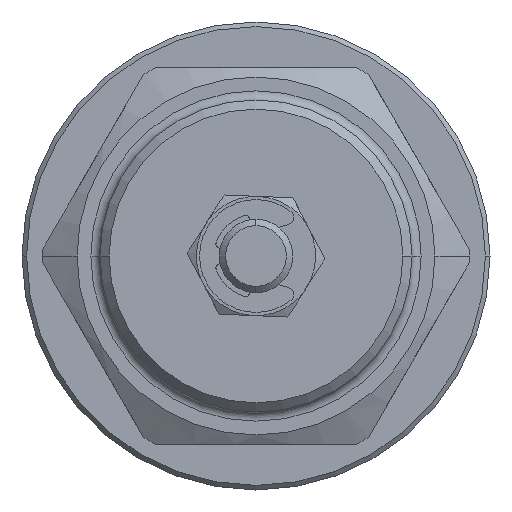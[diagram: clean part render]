
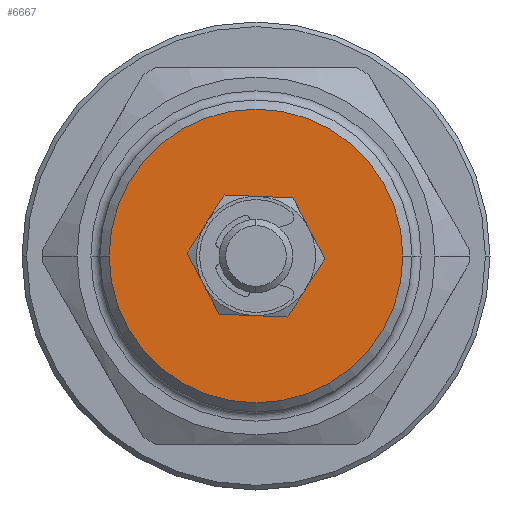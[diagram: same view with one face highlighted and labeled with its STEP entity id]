
A CAD part, left-side view. The second image highlights one B-rep face of the part: STEP entity #6667.
In plain terms, the highlighted planar face has unit normal (-1, 0, 0).
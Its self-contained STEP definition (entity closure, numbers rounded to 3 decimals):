
#70 = VERTEX_POINT ( 'NONE', #5303 ) ;
#106 = DIRECTION ( 'NONE',  ( -1., 0., 0. ) ) ;
#169 = CIRCLE ( 'NONE', #1066, 6.5 ) ;
#281 = FACE_BOUND ( 'NONE', #4182, .T. ) ;
#291 = CARTESIAN_POINT ( 'NONE',  ( -14., 16., 0. ) ) ;
#531 = EDGE_CURVE ( 'NONE', #2178, #2129, #4487, .T. ) ;
#571 = AXIS2_PLACEMENT_3D ( 'NONE', #4233, #1634, #5274 ) ;
#902 = DIRECTION ( 'NONE',  ( 0., 0., -1. ) ) ;
#1052 = DIRECTION ( 'NONE',  ( 1., 0., 0. ) ) ;
#1066 = AXIS2_PLACEMENT_3D ( 'NONE', #1096, #1052, #902 ) ;
#1096 = CARTESIAN_POINT ( 'NONE',  ( -14., 0., 0. ) ) ;
#1098 = AXIS2_PLACEMENT_3D ( 'NONE', #3415, #2554, #6184 ) ;
#1381 = EDGE_CURVE ( 'NONE', #1440, #70, #4891, .T. ) ;
#1440 = VERTEX_POINT ( 'NONE', #4669 ) ;
#1634 = DIRECTION ( 'NONE',  ( 1., 0., 0. ) ) ;
#1742 = AXIS2_PLACEMENT_3D ( 'NONE', #5373, #5310, #5181 ) ;
#2080 = ORIENTED_EDGE ( 'NONE', *, *, #3268, .T. ) ;
#2096 = CARTESIAN_POINT ( 'NONE',  ( -14., -16., 0. ) ) ;
#2129 = VERTEX_POINT ( 'NONE', #2096 ) ;
#2178 = VERTEX_POINT ( 'NONE', #291 ) ;
#2340 = DIRECTION ( 'NONE',  ( 0., 1., 0. ) ) ;
#2554 = DIRECTION ( 'NONE',  ( -1., 0., 0. ) ) ;
#2649 = PLANE ( 'NONE',  #571 ) ;
#2850 = FACE_OUTER_BOUND ( 'NONE', #4453, .T. ) ;
#3260 = AXIS2_PLACEMENT_3D ( 'NONE', #5457, #106, #2340 ) ;
#3268 = EDGE_CURVE ( 'NONE', #2129, #2178, #6070, .T. ) ;
#3386 = EDGE_CURVE ( 'NONE', #70, #1440, #169, .T. ) ;
#3415 = CARTESIAN_POINT ( 'NONE',  ( -14., 0., 0. ) ) ;
#4182 = EDGE_LOOP ( 'NONE', ( #4485, #4362 ) ) ;
#4233 = CARTESIAN_POINT ( 'NONE',  ( -14., 0., -16. ) ) ;
#4362 = ORIENTED_EDGE ( 'NONE', *, *, #1381, .T. ) ;
#4453 = EDGE_LOOP ( 'NONE', ( #2080, #6186 ) ) ;
#4485 = ORIENTED_EDGE ( 'NONE', *, *, #3386, .T. ) ;
#4487 = CIRCLE ( 'NONE', #1098, 16. ) ;
#4669 = CARTESIAN_POINT ( 'NONE',  ( -14., 0.265, -6.495 ) ) ;
#4891 = CIRCLE ( 'NONE', #1742, 6.5 ) ;
#5181 = DIRECTION ( 'NONE',  ( 0., 0., -1. ) ) ;
#5274 = DIRECTION ( 'NONE',  ( 0., -1., 0. ) ) ;
#5303 = CARTESIAN_POINT ( 'NONE',  ( -14., -0.265, 6.495 ) ) ;
#5310 = DIRECTION ( 'NONE',  ( 1., 0., 0. ) ) ;
#5373 = CARTESIAN_POINT ( 'NONE',  ( -14., 0., 0. ) ) ;
#5457 = CARTESIAN_POINT ( 'NONE',  ( -14., 0., 0. ) ) ;
#6070 = CIRCLE ( 'NONE', #3260, 16. ) ;
#6184 = DIRECTION ( 'NONE',  ( 0., 1., 0. ) ) ;
#6186 = ORIENTED_EDGE ( 'NONE', *, *, #531, .T. ) ;
#6667 = ADVANCED_FACE ( 'NONE', ( #281, #2850 ), #2649, .F. ) ;
